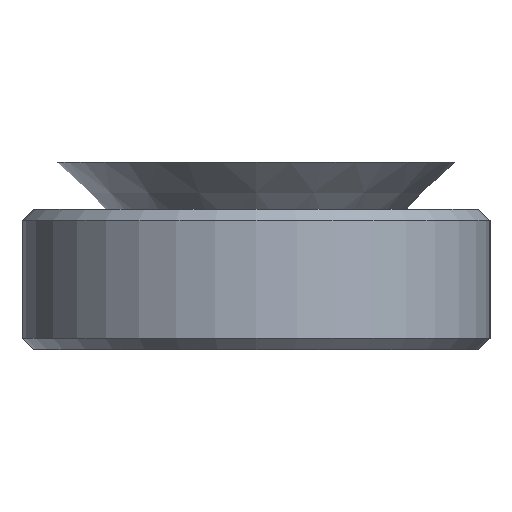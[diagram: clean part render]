
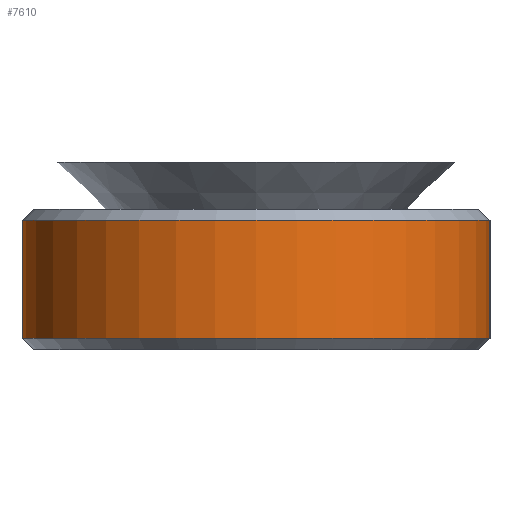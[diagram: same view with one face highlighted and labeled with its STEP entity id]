
A CAD part, left-side view. The second image highlights one B-rep face of the part: STEP entity #7610.
In plain terms, the highlighted cylindrical face has radius 15.875 mm (diameter 31.75 mm), a partial arc.
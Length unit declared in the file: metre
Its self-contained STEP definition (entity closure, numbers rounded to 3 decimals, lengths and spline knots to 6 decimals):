
#98=CYLINDRICAL_SURFACE('',#8290,0.015875);
#290=LINE('',#12442,#674);
#293=LINE('',#12452,#677);
#674=VECTOR('',#9409,1.);
#677=VECTOR('',#9420,1.);
#1304=CIRCLE('',#8291,0.015875);
#1305=CIRCLE('',#8292,0.015875);
#2069=ORIENTED_EDGE('',*,*,#4433,.F.);
#2070=ORIENTED_EDGE('',*,*,#4441,.T.);
#2071=ORIENTED_EDGE('',*,*,#4438,.T.);
#2072=ORIENTED_EDGE('',*,*,#4442,.T.);
#4433=EDGE_CURVE('',#5566,#5567,#290,.T.);
#4438=EDGE_CURVE('',#5570,#5571,#293,.T.);
#4441=EDGE_CURVE('',#5566,#5570,#1304,.F.);
#4442=EDGE_CURVE('',#5571,#5567,#1305,.T.);
#5566=VERTEX_POINT('',#12441);
#5567=VERTEX_POINT('',#12443);
#5570=VERTEX_POINT('',#12453);
#5571=VERTEX_POINT('',#12454);
#6501=EDGE_LOOP('',(#2069,#2070,#2071,#2072));
#7002=FACE_BOUND('',#6501,.T.);
#7610=ADVANCED_FACE('',(#7002),#98,.T.);
#8290=AXIS2_PLACEMENT_3D('',#12457,#9423,#9424);
#8291=AXIS2_PLACEMENT_3D('',#12458,#9425,#9426);
#8292=AXIS2_PLACEMENT_3D('',#12459,#9427,#9428);
#9409=DIRECTION('',(0.,0.,-1.));
#9420=DIRECTION('',(0.,0.,-1.));
#9423=DIRECTION('',(0.,0.,-1.));
#9424=DIRECTION('',(-1.,0.,0.));
#9425=DIRECTION('',(0.,0.,1.));
#9426=DIRECTION('',(1.,0.,0.));
#9427=DIRECTION('',(0.,0.,1.));
#9428=DIRECTION('',(1.,0.,0.));
#12441=CARTESIAN_POINT('',(0.,-0.015875,0.008763));
#12442=CARTESIAN_POINT('',(0.,-0.015875,0.009525));
#12443=CARTESIAN_POINT('',(0.,-0.015875,0.000762));
#12452=CARTESIAN_POINT('',(0.,0.015875,0.009525));
#12453=CARTESIAN_POINT('',(0.,0.015875,0.008763));
#12454=CARTESIAN_POINT('',(0.,0.015875,0.000762));
#12457=CARTESIAN_POINT('',(0.,0.,0.009525));
#12458=CARTESIAN_POINT('',(0.,0.,0.008763));
#12459=CARTESIAN_POINT('',(0.,0.,0.000762));
